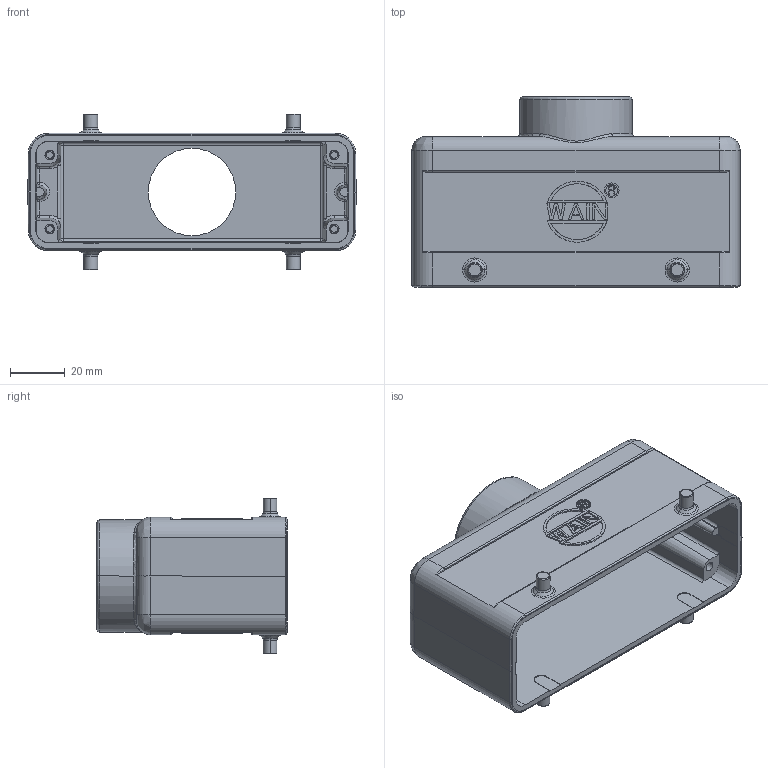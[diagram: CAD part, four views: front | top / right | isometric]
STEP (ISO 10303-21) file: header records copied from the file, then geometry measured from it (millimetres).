
FILE_DESCRIPTION((''),'2;1');
FILE_NAME('3D_H24B-TE-4B-M20_V1_0','2020-09-25T',('dn.ye'),(''),'PRO/ENGINEER BY PARAMETRIC TECHNOLOGY CORPORATION, 2012480','PRO/ENGINEER BY PARAMETRIC TECHNOLOGY CORPORATION, 2012480','');
FILE_SCHEMA(('CONFIG_CONTROL_DESIGN'));
Length unit declared in the file: millimetre
Products named in the file (1): 3D_H24B-TE-4B-M20_V1_0
Bounding box: 120 x 69.5 x 57 mm (x, y, z)
Volume: 72634.7 mm3; surface area: 45222.6 mm2
Topology: 1 solids, 1 shells, 465 faces, 1213 edges, 775 vertices
Faces by surface type: plane 247, cylinder 94, torus 46, cone 36, bspline 18, sphere 16, extrusion 8
Entity records: 15458 total; most frequent: CARTESIAN_POINT 3984, ORIENTED_EDGE 2394, DIRECTION 2368, EDGE_CURVE 1197, AXIS2_PLACEMENT_3D 815, VERTEX_POINT 775, VECTOR 738, LINE 730
